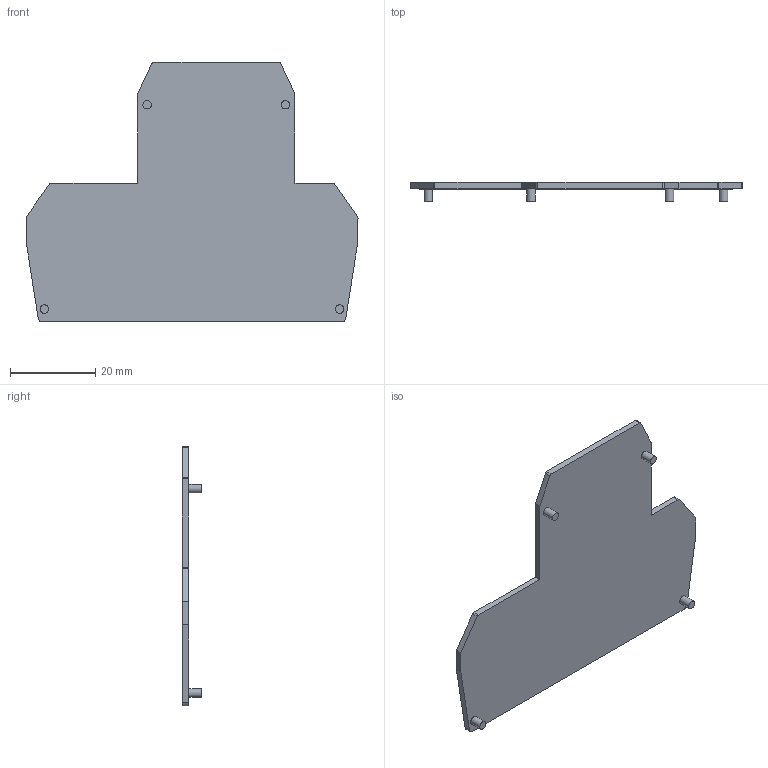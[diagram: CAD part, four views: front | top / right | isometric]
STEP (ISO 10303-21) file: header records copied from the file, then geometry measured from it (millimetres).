
FILE_DESCRIPTION( ( 'STEP AP214' ), '1' );
FILE_NAME( 'CEP4.stp', '2023-01-06T09:07:49', ( ' ' ), ( ' ' ), 'XStep 1.0', ' ', ' ' );
FILE_SCHEMA( ( 'CONFIG_CONTROL_DESIGN) ( )' ) );
Length unit declared in the file: metre
Products named in the file (1): CEP4-20200812
Bounding box: 78 x 4.5 x 61 mm (x, y, z)
Volume: 5229.6 mm3; surface area: 7385.8 mm2
Topology: 1 solids, 1 shells, 33 faces, 81 edges, 54 vertices
Faces by surface type: plane 20, cylinder 13
Full cylindrical faces by diameter (mm): 2 x4
Entity records: 1241 total; most frequent: DIRECTION 171, CARTESIAN_POINT 165, ORIENTED_EDGE 154, EDGE_CURVE 77, AXIS2_PLACEMENT_3D 60, VERTEX_POINT 54, LINE 51, VECTOR 51
